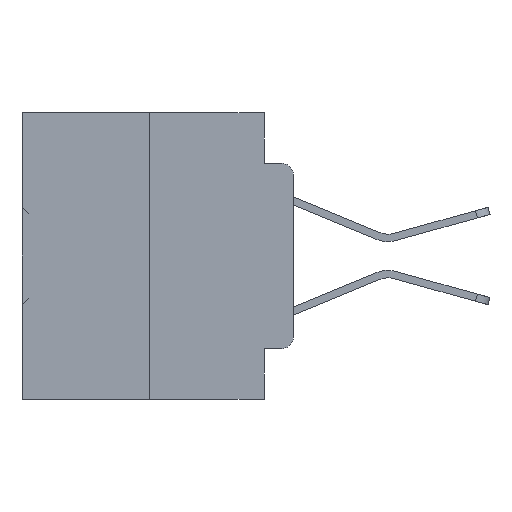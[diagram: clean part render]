
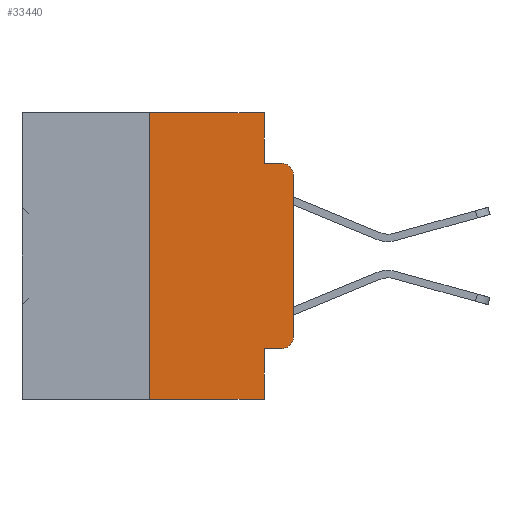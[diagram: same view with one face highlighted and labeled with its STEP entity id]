
A CAD part, left-side view. The second image highlights one B-rep face of the part: STEP entity #33440.
In plain terms, the highlighted planar face has unit normal (-1, 0, 0).
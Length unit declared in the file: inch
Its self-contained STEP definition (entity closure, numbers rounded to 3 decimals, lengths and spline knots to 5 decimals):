
#40 = VERTEX_POINT ( 'NONE', #26347 ) ;
#53 = DIRECTION ( 'NONE',  ( 0., 0., -1. ) ) ;
#624 = DIRECTION ( 'NONE',  ( -1., 0., 0. ) ) ;
#1164 = VERTEX_POINT ( 'NONE', #34207 ) ;
#1206 = EDGE_CURVE ( 'NONE', #34549, #21608, #6659, .T. ) ;
#1394 = ORIENTED_EDGE ( 'NONE', *, *, #18940, .T. ) ;
#1949 = LINE ( 'NONE', #16714, #19405 ) ;
#1952 = VECTOR ( 'NONE', #16959, 39.37008 ) ;
#2220 = DIRECTION ( 'NONE',  ( 0., 0., -1. ) ) ;
#2321 = DIRECTION ( 'NONE',  ( 0., -1., 0. ) ) ;
#2980 = VERTEX_POINT ( 'NONE', #35160 ) ;
#3617 = CARTESIAN_POINT ( 'NONE',  ( 0., 0.02, -0.1085 ) ) ;
#3657 = DIRECTION ( 'NONE',  ( 0., 0., -1. ) ) ;
#4045 = DIRECTION ( 'NONE',  ( -1., 0., 0. ) ) ;
#4306 = VERTEX_POINT ( 'NONE', #35876 ) ;
#4392 = VECTOR ( 'NONE', #38778, 39.37008 ) ;
#5251 = CARTESIAN_POINT ( 'NONE',  ( 0., 0., 0. ) ) ;
#5396 = CARTESIAN_POINT ( 'NONE',  ( 0., 0.473, 0. ) ) ;
#5799 = CARTESIAN_POINT ( 'NONE',  ( 0., 0.051, -0.4115 ) ) ;
#6659 = LINE ( 'NONE', #18828, #34582 ) ;
#6862 = CARTESIAN_POINT ( 'NONE',  ( 0., 0.25, 0. ) ) ;
#7028 = CARTESIAN_POINT ( 'NONE',  ( 0., 0.051, -0.5 ) ) ;
#8470 = ORIENTED_EDGE ( 'NONE', *, *, #36902, .F. ) ;
#9757 = VERTEX_POINT ( 'NONE', #30228 ) ;
#9796 = EDGE_CURVE ( 'NONE', #40, #16346, #37626, .T. ) ;
#10291 = EDGE_LOOP ( 'NONE', ( #1394, #11319, #23140, #33613, #25141, #8470, #16350, #12863, #32745, #21863 ) ) ;
#11042 = CARTESIAN_POINT ( 'NONE',  ( 0., 0.473, -0.5 ) ) ;
#11319 = ORIENTED_EDGE ( 'NONE', *, *, #17856, .T. ) ;
#12143 = VECTOR ( 'NONE', #33151, 39.37008 ) ;
#12863 = ORIENTED_EDGE ( 'NONE', *, *, #1206, .F. ) ;
#13810 = LINE ( 'NONE', #26013, #15706 ) ;
#13983 = FACE_OUTER_BOUND ( 'NONE', #10291, .T. ) ;
#14188 = PLANE ( 'NONE',  #21568 ) ;
#14580 = CARTESIAN_POINT ( 'NONE',  ( 0., 0.473, 0. ) ) ;
#15706 = VECTOR ( 'NONE', #38197, 39.37008 ) ;
#16331 = VECTOR ( 'NONE', #28626, 39.37008 ) ;
#16346 = VERTEX_POINT ( 'NONE', #36716 ) ;
#16350 = ORIENTED_EDGE ( 'NONE', *, *, #39283, .T. ) ;
#16416 = LINE ( 'NONE', #11042, #16331 ) ;
#16714 = CARTESIAN_POINT ( 'NONE',  ( 0., 0.25, 0. ) ) ;
#16959 = DIRECTION ( 'NONE',  ( 0., -1., 0. ) ) ;
#17856 = EDGE_CURVE ( 'NONE', #1164, #9757, #27083, .T. ) ;
#18828 = CARTESIAN_POINT ( 'NONE',  ( 0., 0.051, 0. ) ) ;
#18940 = EDGE_CURVE ( 'NONE', #16346, #1164, #30016, .T. ) ;
#19405 = VECTOR ( 'NONE', #22510, 39.37008 ) ;
#19802 = CARTESIAN_POINT ( 'NONE',  ( 0., 0.051, -0.4115 ) ) ;
#20306 = VERTEX_POINT ( 'NONE', #21398 ) ;
#21398 = CARTESIAN_POINT ( 'NONE',  ( 0., 0.051, 0. ) ) ;
#21568 = AXIS2_PLACEMENT_3D ( 'NONE', #14580, #35559, #2220 ) ;
#21608 = VERTEX_POINT ( 'NONE', #7028 ) ;
#21863 = ORIENTED_EDGE ( 'NONE', *, *, #9796, .T. ) ;
#22510 = DIRECTION ( 'NONE',  ( 0., 0., 1. ) ) ;
#23140 = ORIENTED_EDGE ( 'NONE', *, *, #35585, .F. ) ;
#23355 = LINE ( 'NONE', #5396, #1952 ) ;
#24548 = LINE ( 'NONE', #5799, #12143 ) ;
#25141 = ORIENTED_EDGE ( 'NONE', *, *, #29285, .F. ) ;
#25882 = LINE ( 'NONE', #38651, #31543 ) ;
#26013 = CARTESIAN_POINT ( 'NONE',  ( 0., 0.051, 0. ) ) ;
#26347 = CARTESIAN_POINT ( 'NONE',  ( 0., 0.02, -0.4115 ) ) ;
#27083 = CIRCLE ( 'NONE', #34083, 0.02 ) ;
#27804 = DIRECTION ( 'NONE',  ( 0., 0., -1. ) ) ;
#28207 = CARTESIAN_POINT ( 'NONE',  ( 0., 0.02, -0.3915 ) ) ;
#28626 = DIRECTION ( 'NONE',  ( 0., -1., 0. ) ) ;
#29285 = EDGE_CURVE ( 'NONE', #32712, #20306, #23355, .T. ) ;
#30016 = LINE ( 'NONE', #5251, #4392 ) ;
#30228 = CARTESIAN_POINT ( 'NONE',  ( 0., 0.02, -0.0885 ) ) ;
#30755 = EDGE_CURVE ( 'NONE', #34549, #40, #24548, .T. ) ;
#31247 = AXIS2_PLACEMENT_3D ( 'NONE', #28207, #4045, #27804 ) ;
#31543 = VECTOR ( 'NONE', #2321, 39.37008 ) ;
#32712 = VERTEX_POINT ( 'NONE', #6862 ) ;
#32745 = ORIENTED_EDGE ( 'NONE', *, *, #30755, .T. ) ;
#33151 = DIRECTION ( 'NONE',  ( 0., -1., 0. ) ) ;
#33440 = ADVANCED_FACE ( 'NONE', ( #13983 ), #14188, .F. ) ;
#33613 = ORIENTED_EDGE ( 'NONE', *, *, #39309, .F. ) ;
#34083 = AXIS2_PLACEMENT_3D ( 'NONE', #3617, #624, #53 ) ;
#34207 = CARTESIAN_POINT ( 'NONE',  ( 0., 0., -0.1085 ) ) ;
#34549 = VERTEX_POINT ( 'NONE', #19802 ) ;
#34582 = VECTOR ( 'NONE', #3657, 39.37008 ) ;
#35160 = CARTESIAN_POINT ( 'NONE',  ( 0., 0.051, -0.0885 ) ) ;
#35559 = DIRECTION ( 'NONE',  ( 1., 0., 0. ) ) ;
#35585 = EDGE_CURVE ( 'NONE', #2980, #9757, #25882, .T. ) ;
#35876 = CARTESIAN_POINT ( 'NONE',  ( 0., 0.25, -0.5 ) ) ;
#36716 = CARTESIAN_POINT ( 'NONE',  ( 0., 0., -0.3915 ) ) ;
#36902 = EDGE_CURVE ( 'NONE', #4306, #32712, #1949, .T. ) ;
#37626 = CIRCLE ( 'NONE', #31247, 0.02 ) ;
#38197 = DIRECTION ( 'NONE',  ( 0., 0., -1. ) ) ;
#38651 = CARTESIAN_POINT ( 'NONE',  ( 0., 0.051, -0.0885 ) ) ;
#38778 = DIRECTION ( 'NONE',  ( 0., 0., 1. ) ) ;
#39283 = EDGE_CURVE ( 'NONE', #4306, #21608, #16416, .T. ) ;
#39309 = EDGE_CURVE ( 'NONE', #20306, #2980, #13810, .T. ) ;
